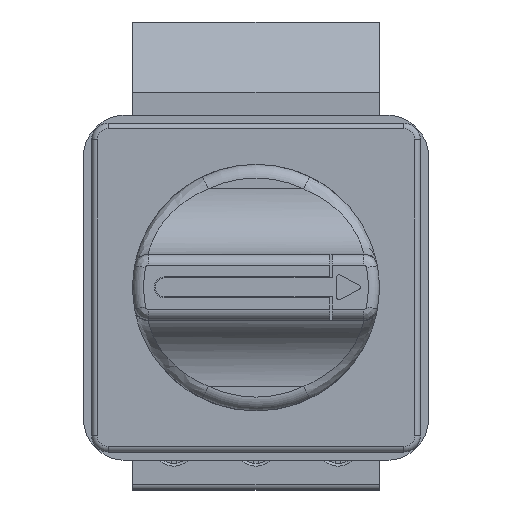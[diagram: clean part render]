
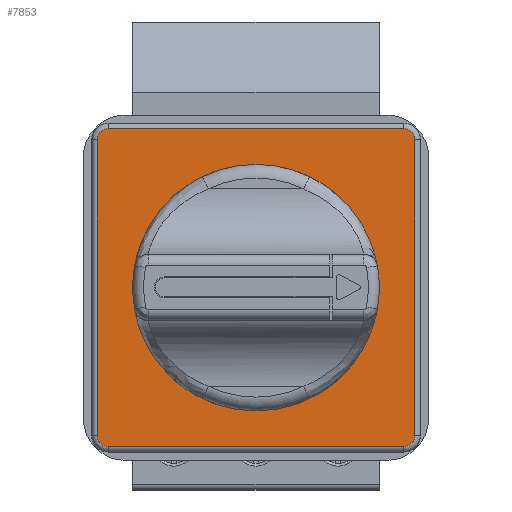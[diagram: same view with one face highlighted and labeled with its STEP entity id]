
A CAD part, top view. The second image highlights one B-rep face of the part: STEP entity #7853.
In plain terms, the highlighted planar face has unit normal (0, 0, 1).
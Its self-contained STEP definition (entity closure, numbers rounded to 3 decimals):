
#1764=CARTESIAN_POINT('',(0.,0.,286.9));
#1765=DIRECTION('',(0.,0.,1.));
#1766=DIRECTION('',(-1.,0.,0.));
#1767=AXIS2_PLACEMENT_3D('',#1764,#1765,#1766);
#1769=CARTESIAN_POINT('',(0.,0.,286.9));
#1770=DIRECTION('',(0.,0.,1.));
#1771=DIRECTION('',(1.,0.,0.));
#1772=AXIS2_PLACEMENT_3D('',#1769,#1770,#1771);
#1774=CARTESIAN_POINT('',(-27.,27.,286.9));
#1775=DIRECTION('',(0.,0.,1.));
#1776=DIRECTION('',(0.,1.,0.));
#1777=AXIS2_PLACEMENT_3D('',#1774,#1775,#1776);
#1779=DIRECTION('',(-1.,0.,0.));
#1780=VECTOR('',#1779,54.);
#1781=CARTESIAN_POINT('',(27.,29.,286.9));
#1782=LINE('',#1781,#1780);
#1783=CARTESIAN_POINT('',(27.,27.,286.9));
#1784=DIRECTION('',(0.,0.,1.));
#1785=DIRECTION('',(1.,0.,0.));
#1786=AXIS2_PLACEMENT_3D('',#1783,#1784,#1785);
#1788=DIRECTION('',(0.,1.,0.));
#1789=VECTOR('',#1788,54.);
#1790=CARTESIAN_POINT('',(29.,-27.,286.9));
#1791=LINE('',#1790,#1789);
#1792=CARTESIAN_POINT('',(27.,-27.,286.9));
#1793=DIRECTION('',(0.,0.,1.));
#1794=DIRECTION('',(0.,-1.,0.));
#1795=AXIS2_PLACEMENT_3D('',#1792,#1793,#1794);
#1797=DIRECTION('',(1.,0.,0.));
#1798=VECTOR('',#1797,54.);
#1799=CARTESIAN_POINT('',(-27.,-29.,286.9));
#1800=LINE('',#1799,#1798);
#1801=CARTESIAN_POINT('',(-27.,-27.,286.9));
#1802=DIRECTION('',(0.,0.,1.));
#1803=DIRECTION('',(-1.,0.,0.));
#1804=AXIS2_PLACEMENT_3D('',#1801,#1802,#1803);
#1806=DIRECTION('',(0.,-1.,0.));
#1807=VECTOR('',#1806,54.);
#1808=CARTESIAN_POINT('',(-29.,27.,286.9));
#1809=LINE('',#1808,#1807);
#5189=CARTESIAN_POINT('',(-22.5,0.,286.9));
#5190=CARTESIAN_POINT('',(22.5,0.,286.9));
#5191=VERTEX_POINT('',#5189);
#5192=VERTEX_POINT('',#5190);
#5317=CARTESIAN_POINT('',(-27.,29.,286.9));
#5318=CARTESIAN_POINT('',(-29.,27.,286.9));
#5319=VERTEX_POINT('',#5317);
#5320=VERTEX_POINT('',#5318);
#5325=CARTESIAN_POINT('',(-29.,-27.,286.9));
#5326=VERTEX_POINT('',#5325);
#5329=CARTESIAN_POINT('',(-27.,-29.,286.9));
#5330=VERTEX_POINT('',#5329);
#5333=CARTESIAN_POINT('',(27.,-29.,286.9));
#5334=VERTEX_POINT('',#5333);
#5337=CARTESIAN_POINT('',(29.,-27.,286.9));
#5338=VERTEX_POINT('',#5337);
#5341=CARTESIAN_POINT('',(29.,27.,286.9));
#5342=VERTEX_POINT('',#5341);
#5345=CARTESIAN_POINT('',(27.,29.,286.9));
#5346=VERTEX_POINT('',#5345);
#7825=CARTESIAN_POINT('',(0.,0.,286.9));
#7826=DIRECTION('',(0.,0.,1.));
#7827=DIRECTION('',(0.,1.,0.));
#7828=AXIS2_PLACEMENT_3D('',#7825,#7826,#7827);
#7829=PLANE('',#7828);
#7831=ORIENTED_EDGE('',*,*,#7830,.F.);
#7833=ORIENTED_EDGE('',*,*,#7832,.F.);
#7835=ORIENTED_EDGE('',*,*,#7834,.F.);
#7837=ORIENTED_EDGE('',*,*,#7836,.F.);
#7839=ORIENTED_EDGE('',*,*,#7838,.F.);
#7841=ORIENTED_EDGE('',*,*,#7840,.F.);
#7842=ORIENTED_EDGE('',*,*,#7815,.F.);
#7844=ORIENTED_EDGE('',*,*,#7843,.F.);
#7845=EDGE_LOOP('',(#7831,#7833,#7835,#7837,#7839,#7841,#7842,#7844));
#7846=FACE_OUTER_BOUND('',#7845,.F.);
#7848=ORIENTED_EDGE('',*,*,#7847,.T.);
#7850=ORIENTED_EDGE('',*,*,#7849,.T.);
#7851=EDGE_LOOP('',(#7848,#7850));
#7852=FACE_BOUND('',#7851,.F.);
#7853=ADVANCED_FACE('',(#7846,#7852),#7829,.T.);
#1768=CIRCLE('',#1767,22.5);
#1773=CIRCLE('',#1772,22.5);
#1778=CIRCLE('',#1777,2.);
#1787=CIRCLE('',#1786,2.);
#1796=CIRCLE('',#1795,2.);
#1805=CIRCLE('',#1804,2.);
#7815=EDGE_CURVE('',#5326,#5330,#1805,.T.);
#7830=EDGE_CURVE('',#5319,#5320,#1778,.T.);
#7832=EDGE_CURVE('',#5346,#5319,#1782,.T.);
#7834=EDGE_CURVE('',#5342,#5346,#1787,.T.);
#7836=EDGE_CURVE('',#5338,#5342,#1791,.T.);
#7838=EDGE_CURVE('',#5334,#5338,#1796,.T.);
#7840=EDGE_CURVE('',#5330,#5334,#1800,.T.);
#7843=EDGE_CURVE('',#5320,#5326,#1809,.T.);
#7847=EDGE_CURVE('',#5191,#5192,#1768,.T.);
#7849=EDGE_CURVE('',#5192,#5191,#1773,.T.);
